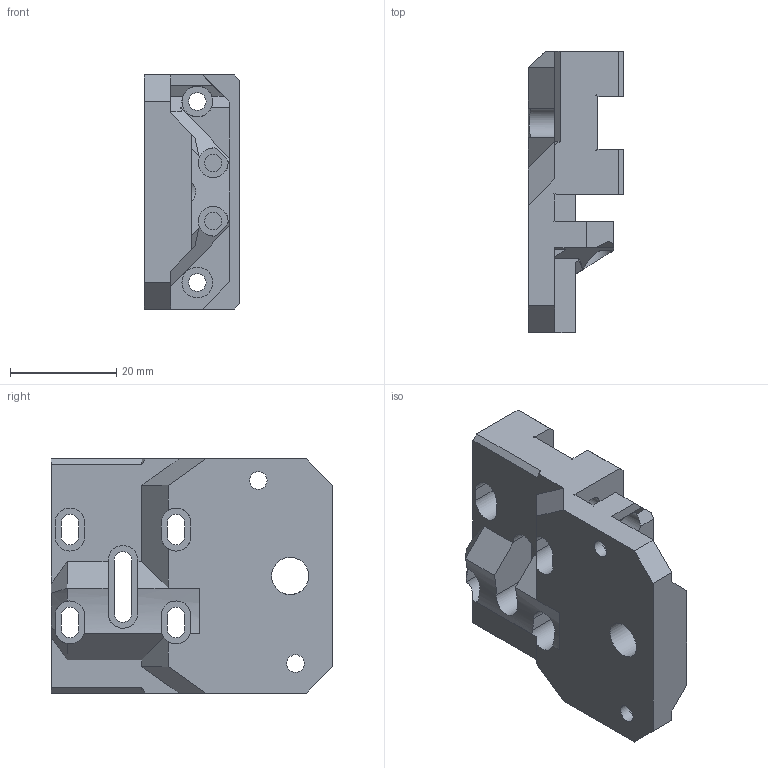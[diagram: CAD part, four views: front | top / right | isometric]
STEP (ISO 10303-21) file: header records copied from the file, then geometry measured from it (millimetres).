
FILE_DESCRIPTION(/* description */ ('STEP AP242','CAx-IF Rec.Pracs.---Representation and Presentation of Product Manufacturing Information (PMI)---4.0---2014-10-13','CAx-IF Rec.Pracs.---3D Tessellated Geometry---0.4---2014-09-14','2;1'),/* implementation_level */ '2;1');
FILE_NAME(/* name */ '645929c090e1d84b444f0ef7',/* time_stamp */ '2023-05-08T16:56:33Z',/* author */ (''),/* organization */ (''),/* preprocessor_version */ 'ST-DEVELOPER v19.4',/* originating_system */ ' ',/* authorisation */ ' ');
FILE_SCHEMA (('AP242_MANAGED_MODEL_BASED_3D_ENGINEERING_MIM_LF { 1 0 10303 442 1 1 4 }'));
Length unit declared in the file: metre
Products named in the file (1): top_orbiter_1_5_mgn12
Bounding box: 18 x 53 x 44.1 mm (x, y, z)
Volume: 22012.4 mm3; surface area: 10709.3 mm2
Topology: 1 solids, 1 shells, 144 faces, 429 edges, 286 vertices
Faces by surface type: plane 111, cylinder 32, cone 1
Full cylindrical faces by diameter (mm): 3.3 x6, 5.8 x2, 7 x1
Entity records: 4830 total; most frequent: CARTESIAN_POINT 882, ORIENTED_EDGE 832, DIRECTION 777, EDGE_CURVE 416, LINE 325, VECTOR 325, VERTEX_POINT 282, AXIS2_PLACEMENT_3D 226
